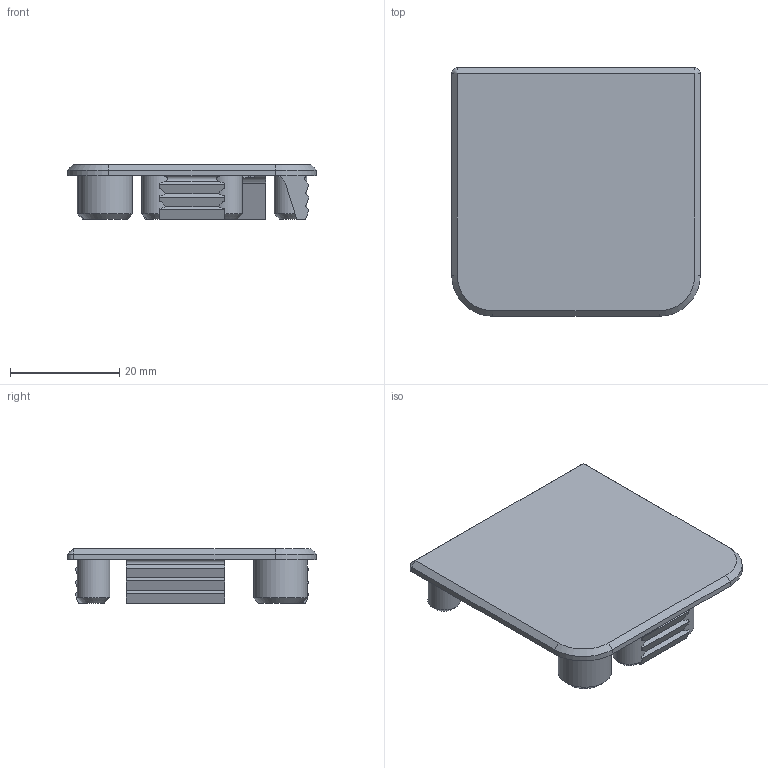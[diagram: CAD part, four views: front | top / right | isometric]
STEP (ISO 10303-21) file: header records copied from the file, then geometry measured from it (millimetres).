
FILE_DESCRIPTION(('FreeCAD Model'),'2;1');
FILE_NAME('Open CASCADE Shape Model','2023-05-12T12:44:57',(''),(''), 'Open CASCADE STEP processor 7.6','FreeCAD','Unknown');
FILE_SCHEMA(('AUTOMOTIVE_DESIGN { 1 0 10303 214 1 1 1 1 }'));
Length unit declared in the file: millimetre
Products named in the file (1): Deckel_R
Bounding box: 45.5 x 45.5 x 10 mm (x, y, z)
Volume: 7023.2 mm3; surface area: 6131.7 mm2
Topology: 1 solids, 1 shells, 122 faces, 316 edges, 205 vertices
Faces by surface type: plane 76, cylinder 19, extrusion 16, cone 11
Full cylindrical faces by diameter (mm): 6 x2, 9.8 x1
Entity records: 3883 total; most frequent: CARTESIAN_POINT 892, ORIENTED_EDGE 632, DIRECTION 573, EDGE_CURVE 316, VECTOR 229, LINE 213, VERTEX_POINT 205, AXIS2_PLACEMENT_3D 172
